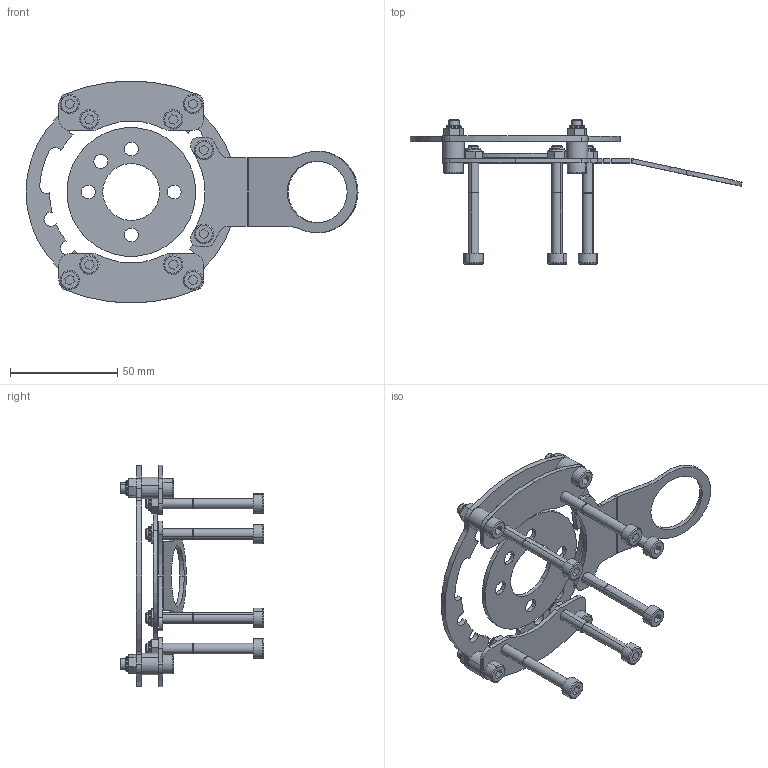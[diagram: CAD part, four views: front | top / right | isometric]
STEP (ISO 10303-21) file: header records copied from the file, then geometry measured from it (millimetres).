
FILE_DESCRIPTION (( 'STEP AP203' ), '1' );
FILE_NAME ('P4208.STEP', '2020-02-06T14:29:59', ( '' ), ( '' ), 'SwSTEP 2.0', 'SolidWorks 2017', '' );
FILE_SCHEMA (( 'CONFIG_CONTROL_DESIGN' ));
Length unit declared in the file: millimetre
Products named in the file (1): P4208
Bounding box: 154.52 x 67 x 103.31 mm (x, y, z)
Volume: 33655.5 mm3; surface area: 36404.9 mm2
Topology: 29 solids, 29 shells, 639 faces, 1485 edges, 930 vertices
Faces by surface type: plane 286, cylinder 241, torus 60, cone 52
Entity records: 18418 total; most frequent: DIRECTION 3479, CARTESIAN_POINT 3055, ORIENTED_EDGE 2970, EDGE_CURVE 1485, AXIS2_PLACEMENT_3D 1354, VERTEX_POINT 930, LINE 771, VECTOR 771
